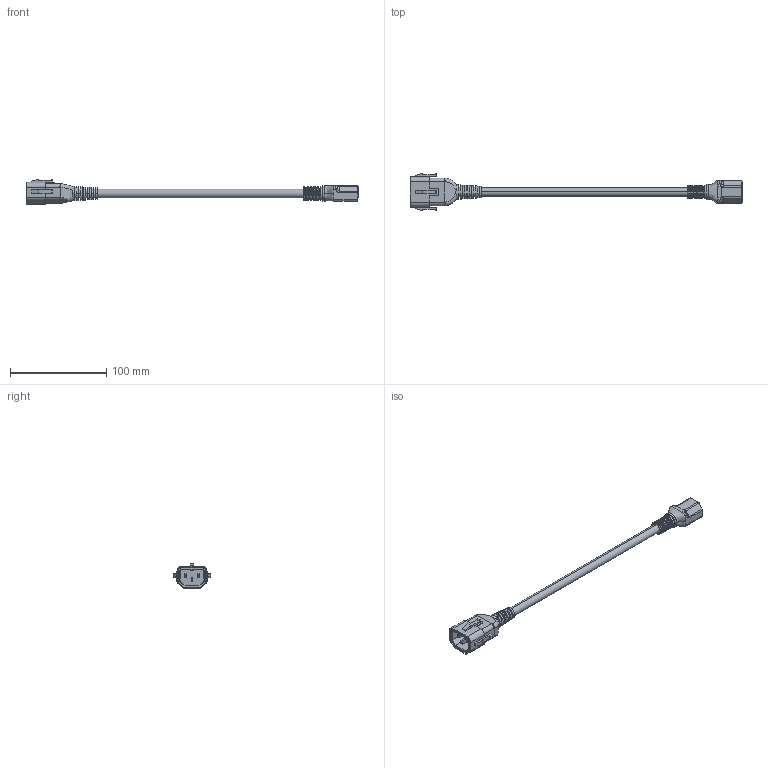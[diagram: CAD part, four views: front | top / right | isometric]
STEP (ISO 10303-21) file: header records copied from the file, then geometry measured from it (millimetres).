
FILE_DESCRIPTION (( 'STEP AP203' ), '1' );
FILE_NAME ('C14LC13-15_3D.STEP', '2022-09-22T14:55:22', ( '' ), ( '' ), 'SwSTEP 2.0', 'SolidWorks 2021', '' );
FILE_SCHEMA (( 'CONFIG_CONTROL_DESIGN' ));
Length unit declared in the file: inch
Products named in the file (4): EN60320-C13 WITH OUT LOCK; C14LC13-15_3D; SJT14AWG3X_CORDAGE; EN60320 C14 DUAL-LOCKING
Assembly tree (3 placements, depth 2):
  C14LC13-15_3D
    EN60320 C14 DUAL-LOCKING
    EN60320-C13 WITH OUT LOCK
    SJT14AWG3X_CORDAGE
Bounding box: 345.05 x 38.7 x 26.58 mm (x, y, z)
Volume: 52274.9 mm3; surface area: 26916.7 mm2
Topology: 3 solids, 3 shells, 379 faces, 920 edges, 577 vertices
Faces by surface type: plane 203, cylinder 87, torus 50, bspline 21, cone 16, sphere 2
Entity records: 13938 total; most frequent: CARTESIAN_POINT 4608, DIRECTION 1898, ORIENTED_EDGE 1840, EDGE_CURVE 920, AXIS2_PLACEMENT_3D 677, VERTEX_POINT 577, VECTOR 544, LINE 544
